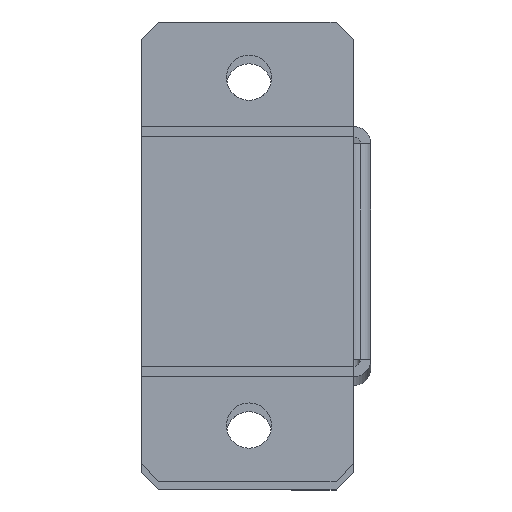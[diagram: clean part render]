
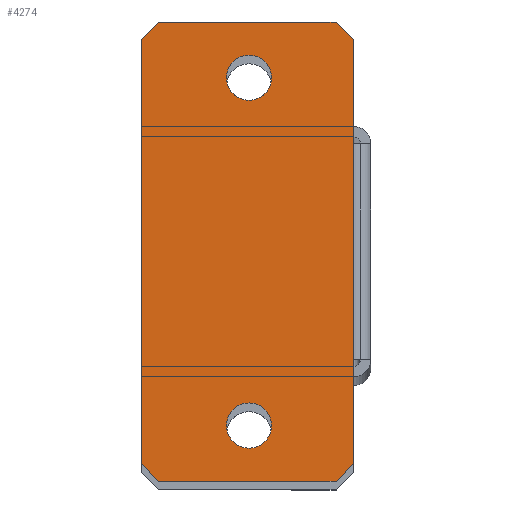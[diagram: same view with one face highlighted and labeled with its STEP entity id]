
A CAD part, top view. The second image highlights one B-rep face of the part: STEP entity #4274.
In plain terms, the highlighted planar face has unit normal (0, 0, 1).
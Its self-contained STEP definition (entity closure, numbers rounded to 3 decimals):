
#155 = AXIS2_PLACEMENT_3D ( 'NONE', #9580, #3207, #10635 ) ;
#179 = VERTEX_POINT ( 'NONE', #12901 ) ;
#241 = EDGE_CURVE ( 'NONE', #3112, #3448, #13129, .T. ) ;
#256 = EDGE_CURVE ( 'NONE', #9476, #6221, #4435, .T. ) ;
#661 = CARTESIAN_POINT ( 'NONE',  ( 18.75, 7., 721.5 ) ) ;
#670 = LINE ( 'NONE', #7464, #6209 ) ;
#679 = CARTESIAN_POINT ( 'NONE',  ( 2.5, -51., 721.5 ) ) ;
#729 = ORIENTED_EDGE ( 'NONE', *, *, #799, .T. ) ;
#741 = AXIS2_PLACEMENT_3D ( 'NONE', #3106, #3017, #2979 ) ;
#770 = CARTESIAN_POINT ( 'NONE',  ( 30.5, -48.5, 721.5 ) ) ;
#799 = EDGE_CURVE ( 'NONE', #12368, #1942, #6742, .T. ) ;
#826 = AXIS2_PLACEMENT_3D ( 'NONE', #9967, #3602, #11027 ) ;
#1101 = LINE ( 'NONE', #12088, #11675 ) ;
#1243 = EDGE_CURVE ( 'NONE', #6715, #1942, #3584, .T. ) ;
#1307 = EDGE_CURVE ( 'NONE', #3112, #12861, #670, .T. ) ;
#1661 = CARTESIAN_POINT ( 'NONE',  ( 28., -51., 721.5 ) ) ;
#1707 = ORIENTED_EDGE ( 'NONE', *, *, #1243, .F. ) ;
#1942 = VERTEX_POINT ( 'NONE', #12676 ) ;
#1992 = VECTOR ( 'NONE', #13165, 1000. ) ;
#2031 = ORIENTED_EDGE ( 'NONE', *, *, #256, .F. ) ;
#2057 = CARTESIAN_POINT ( 'NONE',  ( 30.5, 15., 721.5 ) ) ;
#2120 = LINE ( 'NONE', #679, #12943 ) ;
#2274 = CARTESIAN_POINT ( 'NONE',  ( 0., -51., 721.5 ) ) ;
#2391 = EDGE_CURVE ( 'NONE', #11602, #3448, #2120, .T. ) ;
#2473 = EDGE_CURVE ( 'NONE', #179, #11602, #9557, .T. ) ;
#2534 = CARTESIAN_POINT ( 'NONE',  ( 30.5, -2.5, 721.5 ) ) ;
#2568 = DIRECTION ( 'NONE',  ( -0.707, 0.707, 0. ) ) ;
#2673 = ORIENTED_EDGE ( 'NONE', *, *, #4651, .T. ) ;
#2800 = EDGE_LOOP ( 'NONE', ( #8812 ) ) ;
#2979 = DIRECTION ( 'NONE',  ( -1., 0., 0. ) ) ;
#3013 = FACE_BOUND ( 'NONE', #11167, .T. ) ;
#3017 = DIRECTION ( 'NONE',  ( 0., 0., -1. ) ) ;
#3106 = CARTESIAN_POINT ( 'NONE',  ( 0., 0., 721.5 ) ) ;
#3112 = VERTEX_POINT ( 'NONE', #1661 ) ;
#3207 = DIRECTION ( 'NONE',  ( 0., 0., 1. ) ) ;
#3251 = VERTEX_POINT ( 'NONE', #661 ) ;
#3296 = CARTESIAN_POINT ( 'NONE',  ( 28., 15., 721.5 ) ) ;
#3300 = EDGE_CURVE ( 'NONE', #12861, #6221, #1101, .T. ) ;
#3448 = VERTEX_POINT ( 'NONE', #8624 ) ;
#3484 = PLANE ( 'NONE',  #741 ) ;
#3493 = ORIENTED_EDGE ( 'NONE', *, *, #2473, .T. ) ;
#3584 = LINE ( 'NONE', #8358, #11371 ) ;
#3602 = DIRECTION ( 'NONE',  ( 0., 0., 1. ) ) ;
#3918 = CIRCLE ( 'NONE', #826, 3.25 ) ;
#4171 = CIRCLE ( 'NONE', #155, 3.25 ) ;
#4274 = ADVANCED_FACE ( 'NONE', ( #3013, #8994, #6162 ), #3484, .F. ) ;
#4435 = LINE ( 'NONE', #13283, #1992 ) ;
#4464 = ORIENTED_EDGE ( 'NONE', *, *, #2391, .T. ) ;
#4484 = VECTOR ( 'NONE', #8356, 1000. ) ;
#4508 = DIRECTION ( 'NONE',  ( -1., 0., 0. ) ) ;
#4651 = EDGE_CURVE ( 'NONE', #6715, #179, #9826, .T. ) ;
#4681 = CARTESIAN_POINT ( 'NONE',  ( 2.5, 15., 721.5 ) ) ;
#4815 = ORIENTED_EDGE ( 'NONE', *, *, #5695, .F. ) ;
#5279 = ORIENTED_EDGE ( 'NONE', *, *, #241, .F. ) ;
#5695 = EDGE_CURVE ( 'NONE', #3251, #3251, #3918, .T. ) ;
#5947 = CARTESIAN_POINT ( 'NONE',  ( 12.25, -43., 721.5 ) ) ;
#5997 = EDGE_LOOP ( 'NONE', ( #8655, #729, #1707, #2673, #3493, #4464, #5279, #6261, #13308, #2031 ) ) ;
#6162 = FACE_OUTER_BOUND ( 'NONE', #5997, .T. ) ;
#6209 = VECTOR ( 'NONE', #7446, 1000. ) ;
#6221 = VERTEX_POINT ( 'NONE', #8682 ) ;
#6261 = ORIENTED_EDGE ( 'NONE', *, *, #1307, .T. ) ;
#6715 = VERTEX_POINT ( 'NONE', #4681 ) ;
#6742 = LINE ( 'NONE', #3296, #12047 ) ;
#7152 = DIRECTION ( 'NONE',  ( 0.707, -0.707, 0. ) ) ;
#7446 = DIRECTION ( 'NONE',  ( 0.707, 0.707, 0. ) ) ;
#7464 = CARTESIAN_POINT ( 'NONE',  ( 28., -51., 721.5 ) ) ;
#7663 = DIRECTION ( 'NONE',  ( 0., -1., 0. ) ) ;
#7730 = EDGE_CURVE ( 'NONE', #8555, #8555, #4171, .T. ) ;
#7845 = CARTESIAN_POINT ( 'NONE',  ( 0., -48.5, 721.5 ) ) ;
#8172 = EDGE_CURVE ( 'NONE', #12368, #9476, #10138, .T. ) ;
#8176 = DIRECTION ( 'NONE',  ( 1., 0., 0. ) ) ;
#8356 = DIRECTION ( 'NONE',  ( 0., -1., 0. ) ) ;
#8358 = CARTESIAN_POINT ( 'NONE',  ( 0., 15., 721.5 ) ) ;
#8555 = VERTEX_POINT ( 'NONE', #5947 ) ;
#8624 = CARTESIAN_POINT ( 'NONE',  ( 2.5, -51., 721.5 ) ) ;
#8655 = ORIENTED_EDGE ( 'NONE', *, *, #8172, .F. ) ;
#8682 = CARTESIAN_POINT ( 'NONE',  ( 30.5, -33.5, 721.5 ) ) ;
#8812 = ORIENTED_EDGE ( 'NONE', *, *, #7730, .F. ) ;
#8814 = CARTESIAN_POINT ( 'NONE',  ( 2.5, 15., 721.5 ) ) ;
#8994 = FACE_BOUND ( 'NONE', #2800, .T. ) ;
#9039 = DIRECTION ( 'NONE',  ( -0.707, -0.707, 0. ) ) ;
#9215 = CARTESIAN_POINT ( 'NONE',  ( 30.5, 12.5, 721.5 ) ) ;
#9475 = VECTOR ( 'NONE', #9039, 1000. ) ;
#9476 = VERTEX_POINT ( 'NONE', #2534 ) ;
#9557 = LINE ( 'NONE', #11301, #12035 ) ;
#9580 = CARTESIAN_POINT ( 'NONE',  ( 15.5, -43., 721.5 ) ) ;
#9826 = LINE ( 'NONE', #8814, #9475 ) ;
#9967 = CARTESIAN_POINT ( 'NONE',  ( 15.5, 7., 721.5 ) ) ;
#10138 = LINE ( 'NONE', #2057, #4484 ) ;
#10635 = DIRECTION ( 'NONE',  ( -1., 0., 0. ) ) ;
#11027 = DIRECTION ( 'NONE',  ( 1., 0., 0. ) ) ;
#11167 = EDGE_LOOP ( 'NONE', ( #4815 ) ) ;
#11301 = CARTESIAN_POINT ( 'NONE',  ( 0., 0., 721.5 ) ) ;
#11371 = VECTOR ( 'NONE', #8176, 1000. ) ;
#11602 = VERTEX_POINT ( 'NONE', #7845 ) ;
#11675 = VECTOR ( 'NONE', #11998, 1000. ) ;
#11998 = DIRECTION ( 'NONE',  ( 0., 1., 0. ) ) ;
#12035 = VECTOR ( 'NONE', #7663, 1000. ) ;
#12047 = VECTOR ( 'NONE', #2568, 1000. ) ;
#12088 = CARTESIAN_POINT ( 'NONE',  ( 30.5, -51., 721.5 ) ) ;
#12368 = VERTEX_POINT ( 'NONE', #9215 ) ;
#12514 = VECTOR ( 'NONE', #4508, 1000. ) ;
#12676 = CARTESIAN_POINT ( 'NONE',  ( 28., 15., 721.5 ) ) ;
#12861 = VERTEX_POINT ( 'NONE', #770 ) ;
#12901 = CARTESIAN_POINT ( 'NONE',  ( 0., 12.5, 721.5 ) ) ;
#12943 = VECTOR ( 'NONE', #7152, 1000. ) ;
#13129 = LINE ( 'NONE', #2274, #12514 ) ;
#13165 = DIRECTION ( 'NONE',  ( 0., -1., 0. ) ) ;
#13283 = CARTESIAN_POINT ( 'NONE',  ( 30.5, -33.5, 721.5 ) ) ;
#13308 = ORIENTED_EDGE ( 'NONE', *, *, #3300, .T. ) ;
